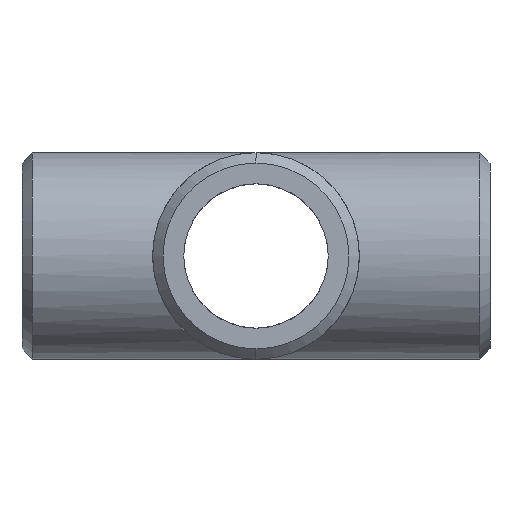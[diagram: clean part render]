
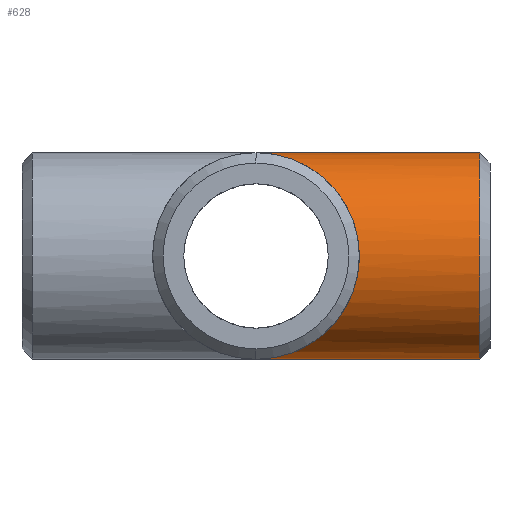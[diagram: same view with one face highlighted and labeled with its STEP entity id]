
A CAD part, left-side view. The second image highlights one B-rep face of the part: STEP entity #628.
In plain terms, the highlighted cylindrical face has radius 21.082 mm (diameter 42.164 mm), a partial arc.
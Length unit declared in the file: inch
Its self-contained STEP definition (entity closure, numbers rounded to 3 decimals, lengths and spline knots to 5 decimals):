
#8 = EDGE_CURVE ( 'NONE', #245, #689, #600, .T. ) ;
#30 = CARTESIAN_POINT ( 'NONE',  ( 0., 0., 0.83 ) ) ;
#32 = DIRECTION ( 'NONE',  ( 0., 1., 0. ) ) ;
#36 = EDGE_CURVE ( 'NONE', #245, #151, #654, .T. ) ;
#82 = DIRECTION ( 'NONE',  ( 0., 0., -1. ) ) ;
#103 = DIRECTION ( 'NONE',  ( 0., 1., 0. ) ) ;
#139 = AXIS2_PLACEMENT_3D ( 'NONE', #770, #32, #221 ) ;
#151 = VERTEX_POINT ( 'NONE', #411 ) ;
#175 = EDGE_CURVE ( 'NONE', #689, #377, #553, .T. ) ;
#200 = CYLINDRICAL_SURFACE ( 'NONE', #719, 0.83 ) ;
#221 = DIRECTION ( 'NONE',  ( 0., 0., -1. ) ) ;
#235 = DIRECTION ( 'NONE',  ( 0., 1., 0. ) ) ;
#245 = VERTEX_POINT ( 'NONE', #506 ) ;
#248 = CARTESIAN_POINT ( 'NONE',  ( -1.66, -1.66, 0.83 ) ) ;
#267 = CARTESIAN_POINT ( 'NONE',  ( 0., -1.79667, 0.83 ) ) ;
#268 = ORIENTED_EDGE ( 'NONE', *, *, #36, .F. ) ;
#288 = CARTESIAN_POINT ( 'NONE',  ( 0., -1.88, -0.83 ) ) ;
#295 = CARTESIAN_POINT ( 'NONE',  ( -1.66, -1.66, -0.83 ) ) ;
#297 = VECTOR ( 'NONE', #103, 39.37008 ) ;
#367 = CARTESIAN_POINT ( 'NONE',  ( 0., 0., -0.83 ) ) ;
#377 = VERTEX_POINT ( 'NONE', #30 ) ;
#387 = CARTESIAN_POINT ( 'NONE',  ( 0., -1.88, 0. ) ) ;
#411 = CARTESIAN_POINT ( 'NONE',  ( 0., 0., -0.83 ) ) ;
#456 = VECTOR ( 'NONE', #235, 39.37008 ) ;
#506 = CARTESIAN_POINT ( 'NONE',  ( 0., -1.79667, -0.83 ) ) ;
#535 = ORIENTED_EDGE ( 'NONE', *, *, #561, .F. ) ;
#543 = ORIENTED_EDGE ( 'NONE', *, *, #8, .T. ) ;
#553 = LINE ( 'NONE', #787, #456 ) ;
#559 = FACE_OUTER_BOUND ( 'NONE', #744, .T. ) ;
#561 = EDGE_CURVE ( 'NONE', #151, #377, #666, .T. ) ;
#600 = CIRCLE ( 'NONE', #139, 0.83 ) ;
#628 = ADVANCED_FACE ( 'NONE', ( #559 ), #200, .T. ) ;
#654 = LINE ( 'NONE', #288, #297 ) ;
#666 =( BOUNDED_CURVE ( )  B_SPLINE_CURVE ( 3, ( #367, #295, #248, #737 ),
 .UNSPECIFIED., .F., .T. ) 
 B_SPLINE_CURVE_WITH_KNOTS ( ( 4, 4 ),
 ( 4.71239, 7.85398 ),
 .UNSPECIFIED. ) 
 CURVE ( )  GEOMETRIC_REPRESENTATION_ITEM ( )  RATIONAL_B_SPLINE_CURVE ( ( 1., 0.333, 0.333, 1. ) ) 
 REPRESENTATION_ITEM ( '' )  );
#689 = VERTEX_POINT ( 'NONE', #267 ) ;
#706 = ORIENTED_EDGE ( 'NONE', *, *, #175, .T. ) ;
#719 = AXIS2_PLACEMENT_3D ( 'NONE', #387, #752, #82 ) ;
#737 = CARTESIAN_POINT ( 'NONE',  ( 0., 0., 0.83 ) ) ;
#744 = EDGE_LOOP ( 'NONE', ( #543, #706, #535, #268 ) ) ;
#752 = DIRECTION ( 'NONE',  ( 0., 1., 0. ) ) ;
#770 = CARTESIAN_POINT ( 'NONE',  ( 0., -1.79667, 0. ) ) ;
#787 = CARTESIAN_POINT ( 'NONE',  ( 0., -1.88, 0.83 ) ) ;
